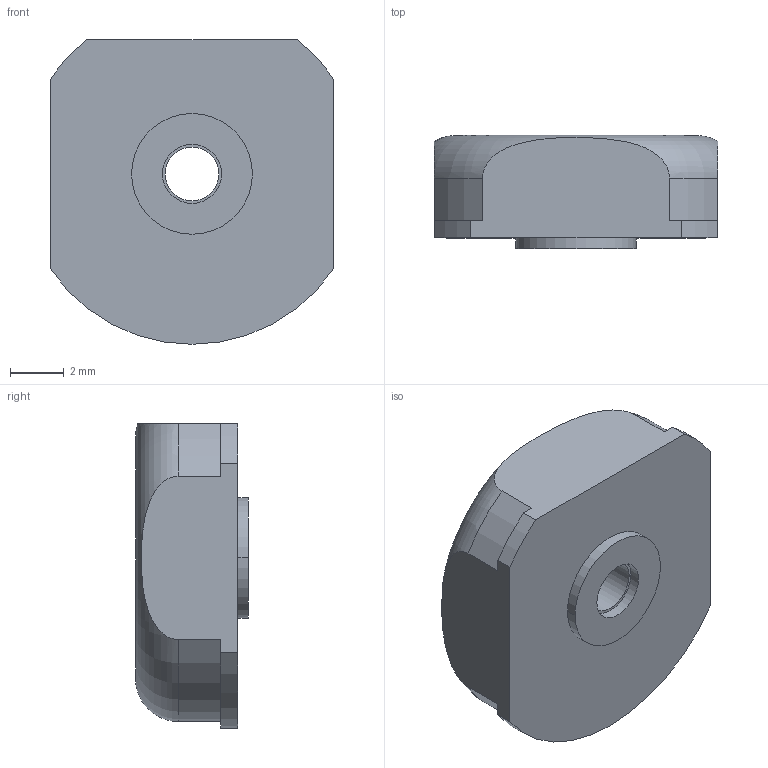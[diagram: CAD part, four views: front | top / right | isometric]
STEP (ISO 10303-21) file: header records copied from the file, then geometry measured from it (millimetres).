
FILE_DESCRIPTION(/* description */ (''),/* implementation_level */ '2;1');
FILE_NAME(/* name */ 'iso mount - clipped_v3.step',/* time_stamp */ '2023-01-15T11:57:21-08:00',/* author */ (''),/* organization */ (''),/* preprocessor_version */ 'ST-DEVELOPER v19.2',/* originating_system */ 'Autodesk Translation Framework v11.17.0.187',/* authorisation */ '');
FILE_SCHEMA (('AUTOMOTIVE_DESIGN { 1 0 10303 214 3 1 1 }'));
Length unit declared in the file: millimetre
Products named in the file (4): iso mount - clipped; 95495K678_Adhesive-Back Bumpers; M2 washer; 98689A110_General Purpose 18-8 Stainless Steel Washer
Assembly tree (3 placements, depth 3):
  iso mount - clipped
    95495K678_Adhesive-Back Bumpers
    M2 washer
      98689A110_General Purpose 18-8 Stainless Steel Washer
Bounding box: 10.56 x 4.21 x 11.35 mm (x, y, z)
Volume: 366.2 mm3; surface area: 400.3 mm2
Topology: 2 solids, 2 shells, 23 faces, 55 edges, 37 vertices
Faces by surface type: plane 10, cylinder 10, torus 2, sphere 1
Full cylindrical faces by diameter (mm): 2 x1, 2.2 x1
Entity records: 856 total; most frequent: CARTESIAN_POINT 176, DIRECTION 137, ORIENTED_EDGE 110, AXIS2_PLACEMENT_3D 56, EDGE_CURVE 55, VERTEX_POINT 37, EDGE_LOOP 28, CIRCLE 26
